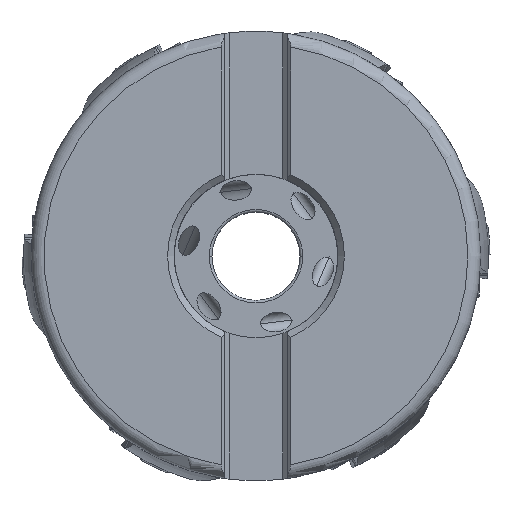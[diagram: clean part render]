
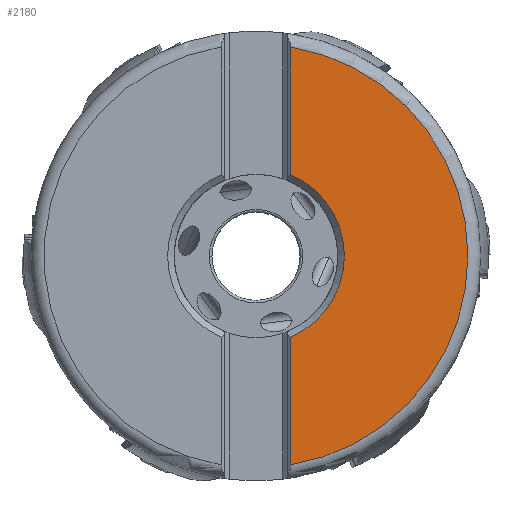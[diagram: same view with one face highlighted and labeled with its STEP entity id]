
A CAD part, top view. The second image highlights one B-rep face of the part: STEP entity #2180.
In plain terms, the highlighted planar face has unit normal (0, 0, 1).
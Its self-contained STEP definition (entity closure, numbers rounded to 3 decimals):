
#1241=PLANE('',#24538);
#2180=ADVANCED_FACE('',(#3574),#1241,.T.);
#3574=FACE_OUTER_BOUND('',#4801,.T.);
#4801=EDGE_LOOP('',(#12509,#12510,#12511,#12512,#12513,#12514));
#6081=CIRCLE('',#24532,32.925);
#6082=CIRCLE('',#24533,32.925);
#6083=CIRCLE('',#24536,13.735);
#6084=CIRCLE('',#24537,13.735);
#7450=LINE('',#44353,#8676);
#7451=LINE('',#44355,#8677);
#8676=VECTOR('',#28924,1.);
#8677=VECTOR('',#28927,1.);
#12509=ORIENTED_EDGE('',*,*,#20150,.F.);
#12510=ORIENTED_EDGE('',*,*,#20147,.F.);
#12511=ORIENTED_EDGE('',*,*,#20146,.F.);
#12512=ORIENTED_EDGE('',*,*,#20151,.F.);
#12513=ORIENTED_EDGE('',*,*,#20152,.F.);
#12514=ORIENTED_EDGE('',*,*,#20153,.F.);
#17360=VERTEX_POINT('',#44330);
#17361=VERTEX_POINT('',#44332);
#17362=VERTEX_POINT('',#44334);
#17363=VERTEX_POINT('',#44352);
#17364=VERTEX_POINT('',#44356);
#17365=VERTEX_POINT('',#44358);
#20146=EDGE_CURVE('',#17360,#17361,#6081,.T.);
#20147=EDGE_CURVE('',#17361,#17362,#6082,.T.);
#20150=EDGE_CURVE('',#17362,#17363,#7450,.T.);
#20151=EDGE_CURVE('',#17364,#17360,#7451,.T.);
#20152=EDGE_CURVE('',#17365,#17364,#6083,.T.);
#20153=EDGE_CURVE('',#17363,#17365,#6084,.T.);
#24532=AXIS2_PLACEMENT_3D('',#44331,#28918,#28919);
#24533=AXIS2_PLACEMENT_3D('',#44333,#28920,#28921);
#24536=AXIS2_PLACEMENT_3D('',#44357,#28928,#28929);
#24537=AXIS2_PLACEMENT_3D('',#44359,#28930,#28931);
#24538=AXIS2_PLACEMENT_3D('',#44360,#28932,#28933);
#28918=DIRECTION('',(0.,0.,-1.));
#28919=DIRECTION('',(0.164,0.986,0.));
#28920=DIRECTION('',(0.,0.,-1.));
#28921=DIRECTION('',(1.,0.,0.));
#28924=DIRECTION('',(0.,1.,0.));
#28927=DIRECTION('',(0.,1.,0.));
#28928=DIRECTION('',(0.,0.,1.));
#28929=DIRECTION('',(1.,0.,0.));
#28930=DIRECTION('',(0.,0.,1.));
#28931=DIRECTION('',(0.393,-0.919,0.));
#28932=DIRECTION('',(0.,0.,1.));
#28933=DIRECTION('',(1.,0.,0.));
#44330=CARTESIAN_POINT('',(5.4,32.479,0.));
#44331=CARTESIAN_POINT('',(0.,0.,0.));
#44332=CARTESIAN_POINT('',(32.925,0.,0.));
#44333=CARTESIAN_POINT('',(0.,0.,0.));
#44334=CARTESIAN_POINT('',(5.4,-32.479,0.));
#44352=CARTESIAN_POINT('',(5.4,-12.629,0.));
#44353=CARTESIAN_POINT('',(5.4,-32.479,0.));
#44355=CARTESIAN_POINT('',(5.4,12.629,0.));
#44356=CARTESIAN_POINT('',(5.4,12.629,0.));
#44357=CARTESIAN_POINT('',(0.,0.,0.));
#44358=CARTESIAN_POINT('',(13.735,0.,0.));
#44359=CARTESIAN_POINT('',(0.,0.,0.));
#44360=CARTESIAN_POINT('',(19.163,0.,0.));
